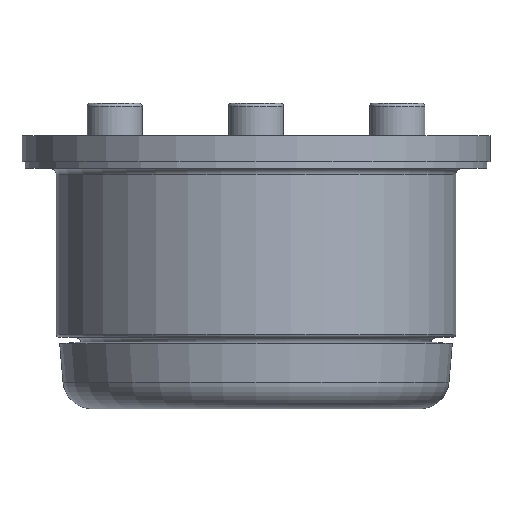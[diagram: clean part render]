
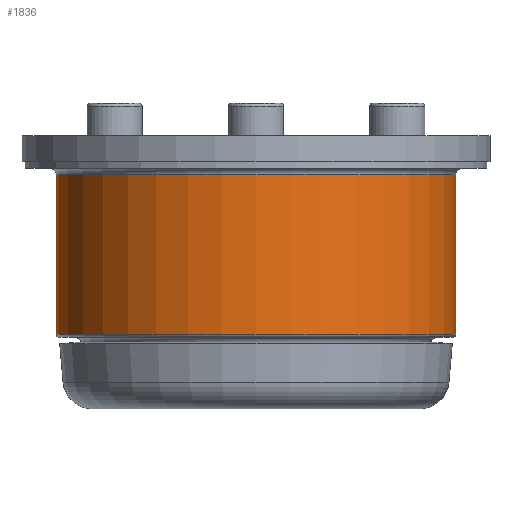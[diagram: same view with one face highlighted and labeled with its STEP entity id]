
A CAD part, front view. The second image highlights one B-rep face of the part: STEP entity #1836.
In plain terms, the highlighted cylindrical face has radius 30.75 mm (diameter 61.5 mm), a full revolution.
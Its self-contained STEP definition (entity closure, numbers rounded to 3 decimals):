
#1785=CARTESIAN_POINT('',(30.75,0.,8.5));
#1786=VERTEX_POINT('',#1785);
#1787=CARTESIAN_POINT('',(0.,0.,8.5));
#1788=DIRECTION('',(0.0,0.0,-1.0));
#1789=DIRECTION('',(-1.0,0.0,0.0));
#1790=AXIS2_PLACEMENT_3D('',#1787,#1788,#1789);
#1791=CIRCLE('',#1790,30.75);
#1792=EDGE_CURVE('',#1786,#1786,#1791,.T.);
#1817=CARTESIAN_POINT('',(0.,0.,0.0));
#1818=DIRECTION('',(0.0,0.0,1.0));
#1819=DIRECTION('',(-1.0,0.0,0.0));
#1820=AXIS2_PLACEMENT_3D('',#1817,#1818,#1819);
#1821=CYLINDRICAL_SURFACE('',#1820,30.75);
#1822=CARTESIAN_POINT('',(30.75,0.,33.0));
#1823=VERTEX_POINT('',#1822);
#1824=CARTESIAN_POINT('',(0.,0.,33.0));
#1825=DIRECTION('',(0.0,0.0,1.0));
#1826=DIRECTION('',(-1.0,0.0,0.0));
#1827=AXIS2_PLACEMENT_3D('',#1824,#1825,#1826);
#1828=CIRCLE('',#1827,30.75);
#1829=EDGE_CURVE('',#1823,#1823,#1828,.T.);
#1830=ORIENTED_EDGE('',*,*,#1829,.F.);
#1831=EDGE_LOOP('',(#1830));
#1832=FACE_OUTER_BOUND('',#1831,.T.);
#1833=ORIENTED_EDGE('',*,*,#1792,.F.);
#1834=EDGE_LOOP('',(#1833));
#1835=FACE_BOUND('',#1834,.T.);
#1836=ADVANCED_FACE('',(#1832,#1835),#1821,.T.);
